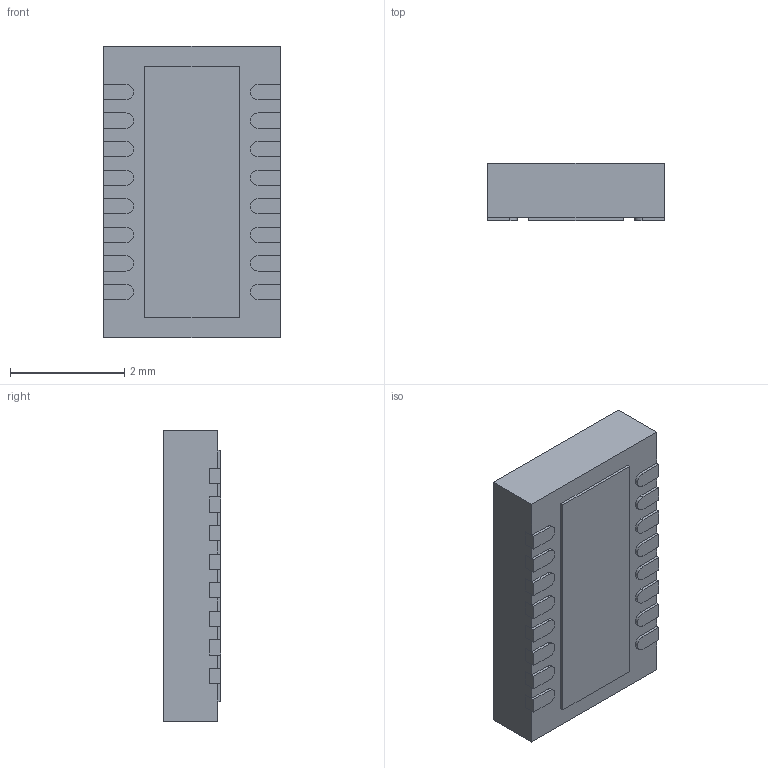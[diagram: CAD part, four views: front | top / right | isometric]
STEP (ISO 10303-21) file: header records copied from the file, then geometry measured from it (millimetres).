
FILE_DESCRIPTION(('FreeCAD Model'),'2;1');
FILE_NAME('Open CASCADE Shape Model','2025-08-30T13:03:50',(''),(''), 'Open CASCADE STEP processor 7.8','FreeCAD','Unknown');
FILE_SCHEMA(('AUTOMOTIVE_DESIGN { 1 0 10303 214 1 1 1 1 }'));
Length unit declared in the file: millimetre
Products named in the file (7): DFN_standard; Body_Solid1; Body002_Solid1; Array002_Solid1; Array003_Solid2; Body003_Solid1; Body004_Solid1
Assembly tree (19 placements, depth 2):
  DFN_standard
    Body_Solid1
    Body002_Solid1
    Array002_Solid1  x8
    Array003_Solid2  x7
    Body003_Solid1
    Body004_Solid1
Bounding box: 3.1 x 1 x 5.1 mm (x, y, z)
Volume: 15.5 mm3; surface area: 74.2 mm2
Topology: 19 solids, 19 shells, 177 faces, 414 edges, 276 vertices
Faces by surface type: plane 143, cylinder 34
Full cylindrical faces by diameter (mm): 0.31 x2
Entity records: 3578 total; most frequent: CARTESIAN_POINT 549, DIRECTION 538, ORIENTED_EDGE 516, EDGE_CURVE 258, LINE 216, VECTOR 216, VERTEX_POINT 172, AXIS2_PLACEMENT_3D 161
